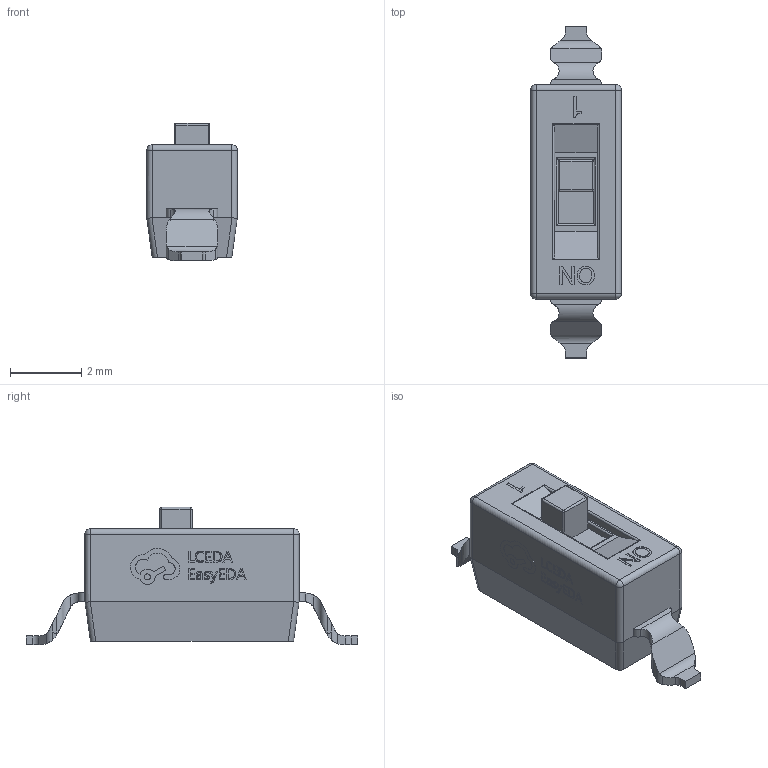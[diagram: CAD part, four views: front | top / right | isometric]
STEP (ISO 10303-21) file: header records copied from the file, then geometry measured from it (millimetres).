
FILE_DESCRIPTION (( 'STEP AP214' ), '1' );
FILE_NAME ('SW-SMD_2P-L2.5-W6.0-H3.2-LS9.3-P2.54.step', '2022-07-26T14:28:58', ( '' ), ( '' ), 'SwSTEP 2.0', 'SolidWorks 2020', '' );
FILE_SCHEMA (( 'AUTOMOTIVE_DESIGN' ));
Length unit declared in the file: millimetre
Products named in the file (1): SW-SMD_2P-L2.5-W6.0-H3.2-LS9.3-P2.54
Bounding box: 2.54 x 9.3 x 3.85 mm (x, y, z)
Volume: 47.4 mm3; surface area: 97.9 mm2
Topology: 1 solids, 1 shells, 385 faces, 1044 edges, 678 vertices
Faces by surface type: plane 207, bspline 112, cylinder 58, sphere 8
Entity records: 17375 total; most frequent: CARTESIAN_POINT 4432, ORIENTED_EDGE 2072, DIRECTION 1316, EDGE_CURVE 1036, VERTEX_POINT 678, LINE 672, VECTOR 672, EDGE_LOOP 410
